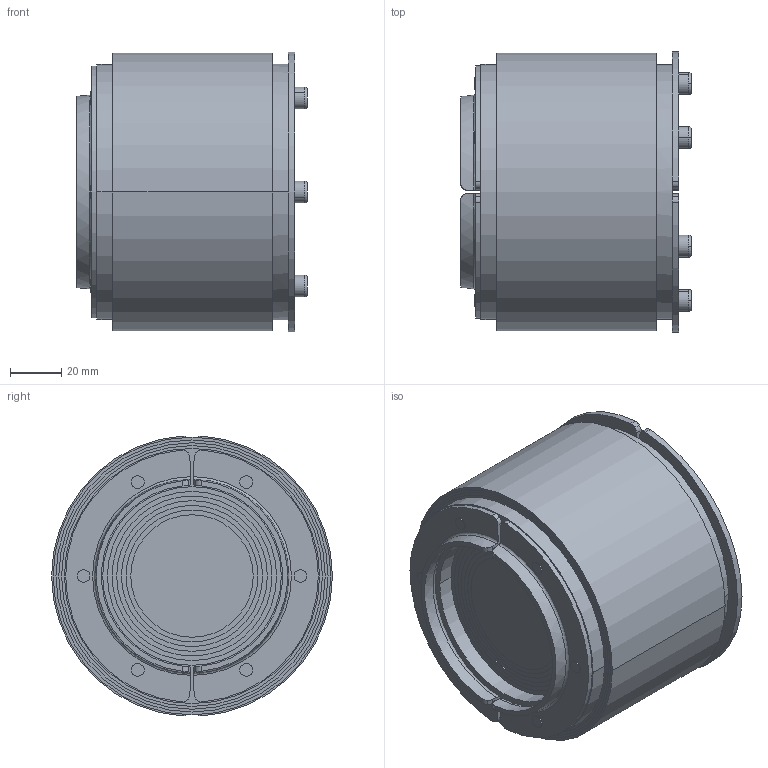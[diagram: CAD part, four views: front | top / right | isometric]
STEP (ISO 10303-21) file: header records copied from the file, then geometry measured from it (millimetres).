
FILE_DESCRIPTION((''),'2;1');
FILE_NAME('RS 100 OMD.stp','2003-12-29T09:37:04',('petor'),(''),'Autodesk Inventor 7','Autodesk Inventor 7','');
FILE_SCHEMA(('AUTOMOTIVE_DESIGN { 1 0 10303 214 1 1 1 1 }'));
Length unit declared in the file: millimetre
Products named in the file (1): RS 100 OMD
Bounding box: 90.5 x 110 x 109.69 mm (x, y, z)
Volume: 655453.8 mm3; surface area: 57871.3 mm2
Topology: 1 solids, 1 shells, 222 faces, 530 edges, 352 vertices
Faces by surface type: cylinder 108, plane 94, torus 14, cone 4, bspline 2
Entity records: 6685 total; most frequent: CARTESIAN_POINT 1265, DIRECTION 1216, ORIENTED_EDGE 1060, EDGE_CURVE 530, AXIS2_PLACEMENT_3D 481, VERTEX_POINT 352, EDGE_LOOP 264, CIRCLE 260
